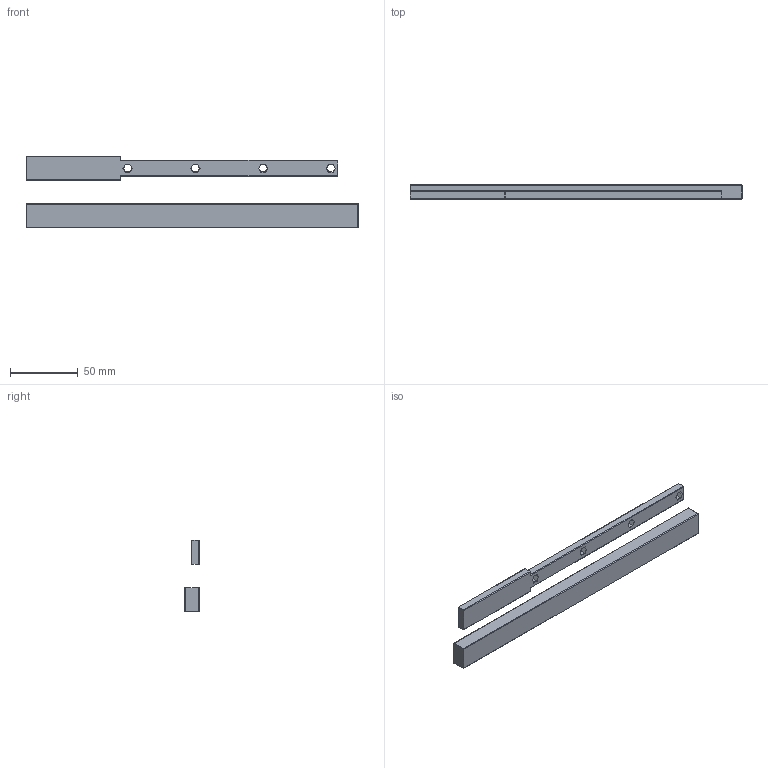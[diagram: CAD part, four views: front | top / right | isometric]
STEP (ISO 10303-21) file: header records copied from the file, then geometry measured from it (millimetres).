
FILE_DESCRIPTION(/* description */ (''),/* implementation_level */ '2;1');
FILE_NAME(/* name */ 'NutHolder.step',/* time_stamp */ '2022-01-18T08:46:00-08:00',/* author */ (''),/* organization */ (''),/* preprocessor_version */ 'ST-DEVELOPER v18.1',/* originating_system */ 'Autodesk Translation Framework v10.10.0.1391',/* authorisation */ '');
FILE_SCHEMA (('AUTOMOTIVE_DESIGN { 1 0 10303 214 3 1 1 }'));
Length unit declared in the file: millimetre
Products named in the file (1): NutHolder
Bounding box: 245 x 10.5 x 53 mm (x, y, z)
Volume: 64456.4 mm3; surface area: 23463.1 mm2
Topology: 2 solids, 2 shells, 146 faces, 339 edges, 198 vertices
Faces by surface type: cylinder 65, plane 44, bspline 28, torus 9
Full cylindrical faces by diameter (mm): 7 x4
Entity records: 4552 total; most frequent: CARTESIAN_POINT 1242, DIRECTION 702, ORIENTED_EDGE 672, EDGE_CURVE 336, AXIS2_PLACEMENT_3D 264, VERTEX_POINT 198, LINE 174, VECTOR 174
